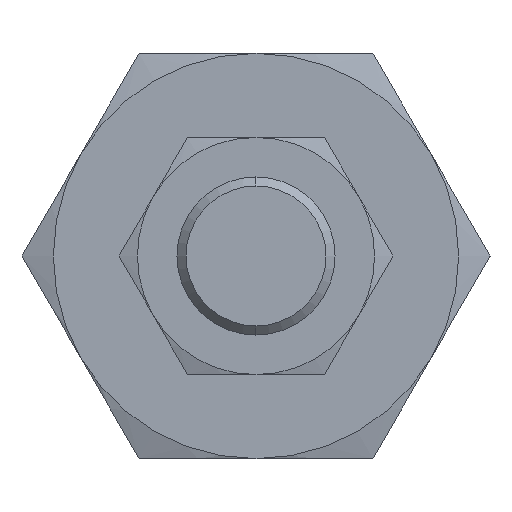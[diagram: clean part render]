
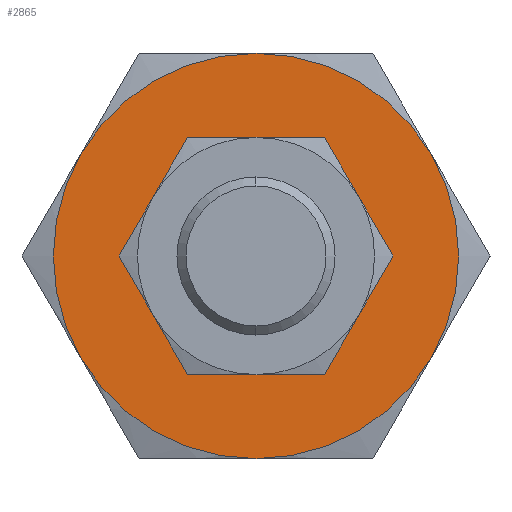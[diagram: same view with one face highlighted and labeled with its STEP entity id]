
A CAD part, left-side view. The second image highlights one B-rep face of the part: STEP entity #2865.
In plain terms, the highlighted planar face has unit normal (-1, 0, 0).
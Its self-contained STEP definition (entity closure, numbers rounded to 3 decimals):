
#4 = CARTESIAN_POINT ( 'NONE',  ( -63., 0., 0. ) ) ;
#87 = DIRECTION ( 'NONE',  ( 1., 0., 0. ) ) ;
#112 = CIRCLE ( 'NONE', #2397, 11. ) ;
#117 = CARTESIAN_POINT ( 'NONE',  ( -63., 17.754, 10.25 ) ) ;
#136 = CIRCLE ( 'NONE', #875, 20.5 ) ;
#195 = DIRECTION ( 'NONE',  ( 0., 0., -1. ) ) ;
#265 = DIRECTION ( 'NONE',  ( 0., 0., -1. ) ) ;
#272 = ORIENTED_EDGE ( 'NONE', *, *, #2867, .F. ) ;
#518 = EDGE_CURVE ( 'NONE', #2078, #2214, #2300, .T. ) ;
#582 = ORIENTED_EDGE ( 'NONE', *, *, #518, .T. ) ;
#685 = CIRCLE ( 'NONE', #1018, 20.5 ) ;
#690 = CIRCLE ( 'NONE', #1232, 20.5 ) ;
#691 = ORIENTED_EDGE ( 'NONE', *, *, #1698, .T. ) ;
#752 = DIRECTION ( 'NONE',  ( 1., 0., 0. ) ) ;
#753 = EDGE_LOOP ( 'NONE', ( #582, #691 ) ) ;
#768 = ORIENTED_EDGE ( 'NONE', *, *, #2128, .F. ) ;
#827 = CARTESIAN_POINT ( 'NONE',  ( -63., 0., 0. ) ) ;
#866 = AXIS2_PLACEMENT_3D ( 'NONE', #827, #2570, #1081 ) ;
#875 = AXIS2_PLACEMENT_3D ( 'NONE', #4, #1758, #265 ) ;
#1018 = AXIS2_PLACEMENT_3D ( 'NONE', #1318, #3066, #1566 ) ;
#1040 = AXIS2_PLACEMENT_3D ( 'NONE', #2243, #752, #2489 ) ;
#1074 = EDGE_CURVE ( 'NONE', #2935, #2181, #1164, .T. ) ;
#1081 = DIRECTION ( 'NONE',  ( 0., 0., -1. ) ) ;
#1164 = CIRCLE ( 'NONE', #866, 20.5 ) ;
#1179 = CARTESIAN_POINT ( 'NONE',  ( -63., 0., 0. ) ) ;
#1200 = CARTESIAN_POINT ( 'NONE',  ( -63., 0., -20.5 ) ) ;
#1232 = AXIS2_PLACEMENT_3D ( 'NONE', #2805, #1308, #3058 ) ;
#1282 = EDGE_CURVE ( 'NONE', #2729, #2023, #1813, .T. ) ;
#1300 = CARTESIAN_POINT ( 'NONE',  ( -63., 0., 0. ) ) ;
#1308 = DIRECTION ( 'NONE',  ( 1., 0., 0. ) ) ;
#1318 = CARTESIAN_POINT ( 'NONE',  ( -63., 0., 0. ) ) ;
#1445 = DIRECTION ( 'NONE',  ( 0., 0., -1. ) ) ;
#1459 = CARTESIAN_POINT ( 'NONE',  ( -63., 17.754, -10.25 ) ) ;
#1467 = CARTESIAN_POINT ( 'NONE',  ( -63., -17.754, 10.25 ) ) ;
#1545 = ORIENTED_EDGE ( 'NONE', *, *, #1282, .F. ) ;
#1546 = DIRECTION ( 'NONE',  ( 0., 0., -1. ) ) ;
#1551 = EDGE_LOOP ( 'NONE', ( #1545, #768, #2897, #272, #2948, #2196 ) ) ;
#1566 = DIRECTION ( 'NONE',  ( 0., 0., -1. ) ) ;
#1586 = CARTESIAN_POINT ( 'NONE',  ( -63., 0., 0. ) ) ;
#1626 = CARTESIAN_POINT ( 'NONE',  ( -63., 0., -11. ) ) ;
#1695 = DIRECTION ( 'NONE',  ( 1., 0., 0. ) ) ;
#1698 = EDGE_CURVE ( 'NONE', #2214, #2078, #112, .T. ) ;
#1706 = FACE_OUTER_BOUND ( 'NONE', #1551, .T. ) ;
#1713 = CARTESIAN_POINT ( 'NONE',  ( -63., 0., 11. ) ) ;
#1716 = AXIS2_PLACEMENT_3D ( 'NONE', #1179, #2926, #1445 ) ;
#1758 = DIRECTION ( 'NONE',  ( 1., 0., 0. ) ) ;
#1813 = CIRCLE ( 'NONE', #3154, 20.5 ) ;
#1832 = DIRECTION ( 'NONE',  ( 0., 0., -1. ) ) ;
#2023 = VERTEX_POINT ( 'NONE', #117 ) ;
#2037 = CARTESIAN_POINT ( 'NONE',  ( -63., 0., 20.5 ) ) ;
#2078 = VERTEX_POINT ( 'NONE', #1626 ) ;
#2128 = EDGE_CURVE ( 'NONE', #2761, #2729, #2131, .T. ) ;
#2131 = CIRCLE ( 'NONE', #1716, 20.5 ) ;
#2181 = VERTEX_POINT ( 'NONE', #1467 ) ;
#2196 = ORIENTED_EDGE ( 'NONE', *, *, #2417, .F. ) ;
#2214 = VERTEX_POINT ( 'NONE', #1713 ) ;
#2243 = CARTESIAN_POINT ( 'NONE',  ( -63., 11., 0. ) ) ;
#2300 = CIRCLE ( 'NONE', #3118, 11. ) ;
#2352 = FACE_BOUND ( 'NONE', #753, .T. ) ;
#2397 = AXIS2_PLACEMENT_3D ( 'NONE', #1586, #87, #1832 ) ;
#2417 = EDGE_CURVE ( 'NONE', #2023, #2935, #690, .T. ) ;
#2489 = DIRECTION ( 'NONE',  ( 0., 0., -1. ) ) ;
#2570 = DIRECTION ( 'NONE',  ( 1., 0., 0. ) ) ;
#2729 = VERTEX_POINT ( 'NONE', #1459 ) ;
#2745 = PLANE ( 'NONE',  #1040 ) ;
#2761 = VERTEX_POINT ( 'NONE', #1200 ) ;
#2805 = CARTESIAN_POINT ( 'NONE',  ( -63., 0., 0. ) ) ;
#2865 = ADVANCED_FACE ( 'NONE', ( #1706, #2352 ), #2745, .F. ) ;
#2867 = EDGE_CURVE ( 'NONE', #2181, #3171, #136, .T. ) ;
#2897 = ORIENTED_EDGE ( 'NONE', *, *, #2986, .F. ) ;
#2926 = DIRECTION ( 'NONE',  ( 1., 0., 0. ) ) ;
#2935 = VERTEX_POINT ( 'NONE', #2037 ) ;
#2948 = ORIENTED_EDGE ( 'NONE', *, *, #1074, .F. ) ;
#2986 = EDGE_CURVE ( 'NONE', #3171, #2761, #685, .T. ) ;
#3054 = DIRECTION ( 'NONE',  ( 1., 0., 0. ) ) ;
#3058 = DIRECTION ( 'NONE',  ( 0., 0., -1. ) ) ;
#3066 = DIRECTION ( 'NONE',  ( 1., 0., 0. ) ) ;
#3118 = AXIS2_PLACEMENT_3D ( 'NONE', #1300, #3054, #1546 ) ;
#3143 = CARTESIAN_POINT ( 'NONE',  ( -63., -17.754, -10.25 ) ) ;
#3154 = AXIS2_PLACEMENT_3D ( 'NONE', #3190, #1695, #195 ) ;
#3171 = VERTEX_POINT ( 'NONE', #3143 ) ;
#3190 = CARTESIAN_POINT ( 'NONE',  ( -63., 0., 0. ) ) ;
